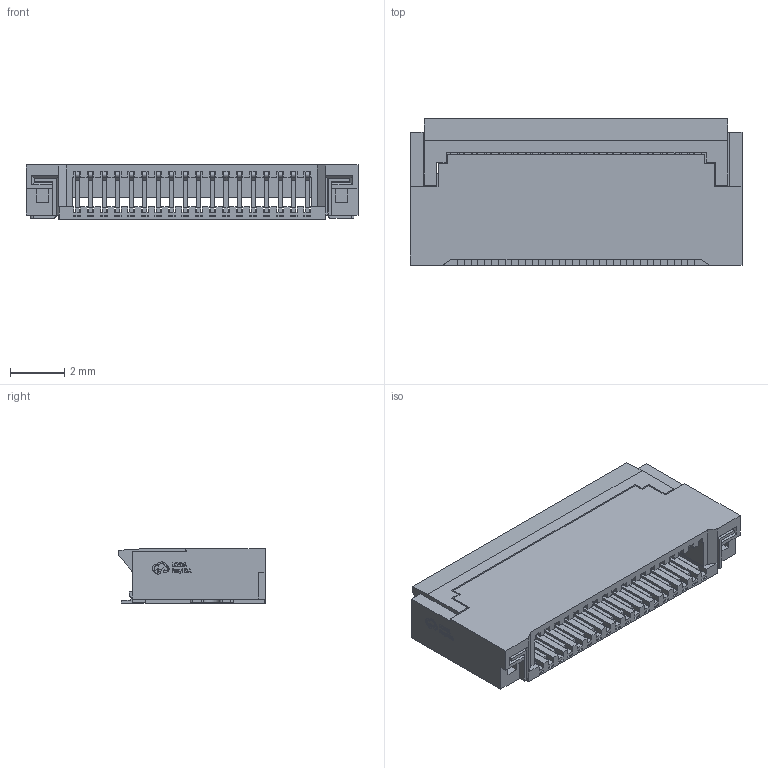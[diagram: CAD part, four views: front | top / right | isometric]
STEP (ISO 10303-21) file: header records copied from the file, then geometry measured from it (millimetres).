
FILE_DESCRIPTION (( 'STEP AP214' ), '1' );
FILE_NAME ('FPC-SMD_18P-P0.50_FPC-0.5-18P-HYH2.0.STEP', '2023-05-29T07:55:17', ( '' ), ( '' ), 'SwSTEP 2.0', 'SolidWorks 2020', '' );
FILE_SCHEMA (( 'AUTOMOTIVE_DESIGN' ));
Length unit declared in the file: millimetre
Products named in the file (1): FPC-SMD_18P-P0.50_FPC-0.5-18P-HYH2.0
Bounding box: 12.26 x 5.4 x 2 mm (x, y, z)
Volume: 64.9 mm3; surface area: 552.9 mm2
Topology: 24 solids, 24 shells, 1009 faces, 2736 edges, 1810 vertices
Faces by surface type: plane 823, bspline 98, cylinder 88
Entity records: 43160 total; most frequent: CARTESIAN_POINT 6880, ORIENTED_EDGE 5472, DIRECTION 4534, EDGE_CURVE 2736, LINE 2358, VECTOR 2358, VERTEX_POINT 1810, AXIS2_PLACEMENT_3D 1088
